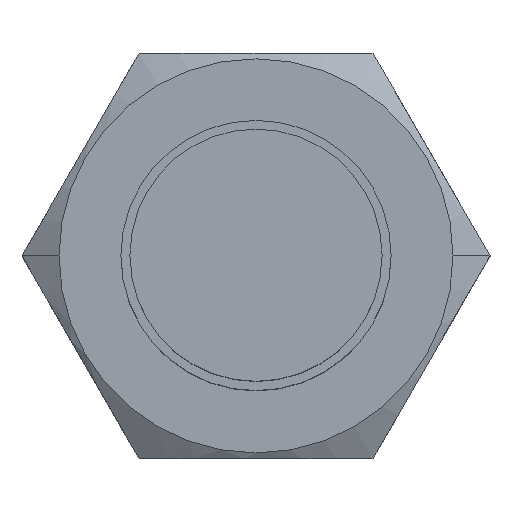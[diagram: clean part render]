
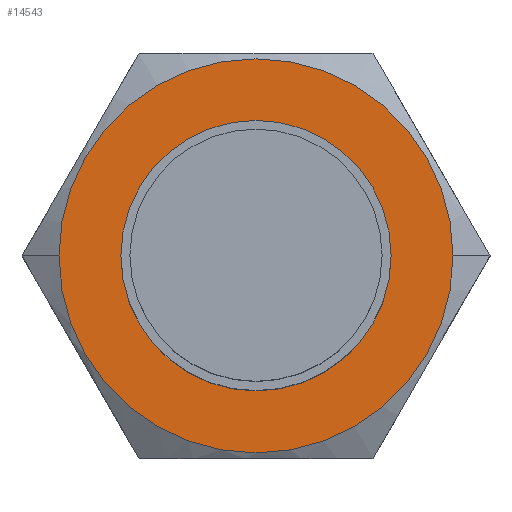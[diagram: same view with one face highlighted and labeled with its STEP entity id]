
A CAD part, top view. The second image highlights one B-rep face of the part: STEP entity #14543.
In plain terms, the highlighted planar face has unit normal (0, 0, 1).
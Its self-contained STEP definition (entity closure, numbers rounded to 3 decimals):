
#777=CARTESIAN_POINT('',(-18.706,15.588,-24.));
#778=DIRECTION('',(0.,0.,1.));
#779=DIRECTION('',(1.,0.,0.));
#780=AXIS2_PLACEMENT_3D('',#777,#778,#779);
#809=CARTESIAN_POINT('',(-18.706,15.588,-24.));
#810=DIRECTION('',(0.,0.,-1.));
#811=DIRECTION('',(1.,0.,0.));
#812=AXIS2_PLACEMENT_3D('',#809,#810,#811);
#814=CARTESIAN_POINT('',(-18.706,15.588,-24.));
#815=DIRECTION('',(0.,0.,-1.));
#816=DIRECTION('',(-1.,0.,0.));
#817=AXIS2_PLACEMENT_3D('',#814,#815,#816);
#3817=CARTESIAN_POINT('',(-18.706,15.588,-24.));
#3818=DIRECTION('',(0.,0.,1.));
#3819=DIRECTION('',(-1.,0.,0.));
#3820=AXIS2_PLACEMENT_3D('',#3817,#3818,#3819);
#10287=CARTESIAN_POINT('',(-5.581,15.588,
-24.));
#10288=CARTESIAN_POINT('',(-31.831,15.588,
-24.));
#10289=VERTEX_POINT('',#10287);
#10290=VERTEX_POINT('',#10288);
#11761=CARTESIAN_POINT('',(-9.706,15.588,-24.));
#11762=CARTESIAN_POINT('',(-27.706,15.588,-24.));
#11763=VERTEX_POINT('',#11761);
#11764=VERTEX_POINT('',#11762);
#14527=CARTESIAN_POINT('',(-26.5,29.088,-24.));
#14528=DIRECTION('',(0.,0.,1.));
#14529=DIRECTION('',(-1.,0.,0.));
#14530=AXIS2_PLACEMENT_3D('',#14527,#14528,#14529);
#14531=PLANE('',#14530);
#14533=ORIENTED_EDGE('',*,*,#14532,.T.);
#14535=ORIENTED_EDGE('',*,*,#14534,.T.);
#14536=EDGE_LOOP('',(#14533,#14535));
#14537=FACE_OUTER_BOUND('',#14536,.F.);
#14538=ORIENTED_EDGE('',*,*,#14485,.T.);
#14540=ORIENTED_EDGE('',*,*,#14539,.T.);
#14541=EDGE_LOOP('',(#14538,#14540));
#14542=FACE_BOUND('',#14541,.F.);
#14543=ADVANCED_FACE('',(#14537,#14542),#14531,.T.);
#781=CIRCLE('',#780,9.);
#813=CIRCLE('',#812,13.125);
#818=CIRCLE('',#817,13.125);
#3821=CIRCLE('',#3820,9.);
#14485=EDGE_CURVE('',#11763,#11764,#781,.T.);
#14532=EDGE_CURVE('',#10289,#10290,#813,.T.);
#14534=EDGE_CURVE('',#10290,#10289,#818,.T.);
#14539=EDGE_CURVE('',#11764,#11763,#3821,.T.);
